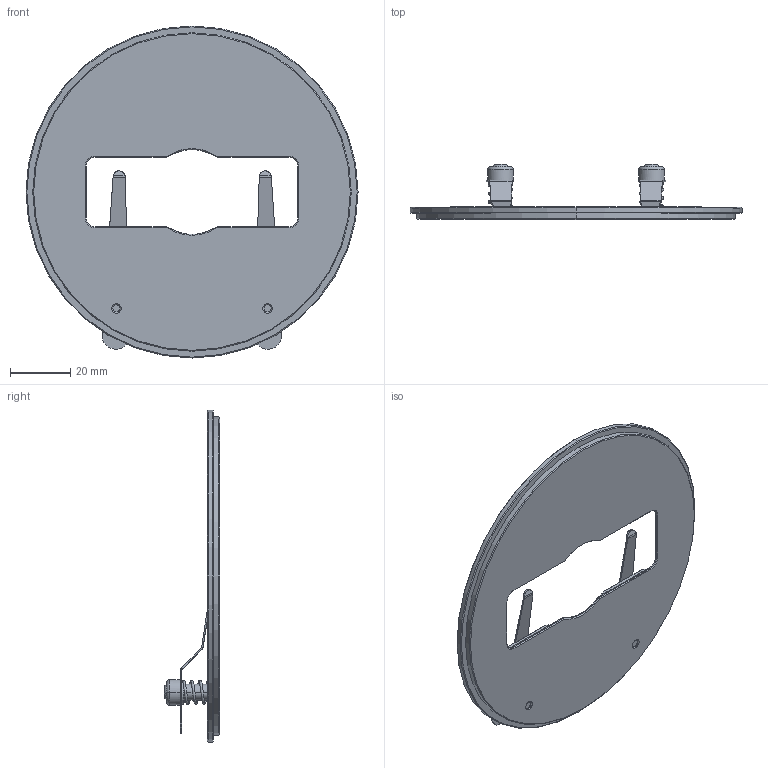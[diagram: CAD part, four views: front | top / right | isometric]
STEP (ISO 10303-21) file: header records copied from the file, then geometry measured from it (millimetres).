
FILE_DESCRIPTION (( 'STEP AP203' ), '1' );
FILE_NAME ('CFZ-CS2676.STEP', '2024-04-13T08:44:00', ( '' ), ( '' ), 'SwSTEP 2.0', 'SolidWorks 2021', '' );
FILE_SCHEMA (( 'CONFIG_CONTROL_DESIGN' ));
Length unit declared in the file: millimetre
Products named in the file (6): 32.6.14_QY-YD-6_6mm压脚（带螺纹）单片; 6mm揤褐ㄗ湍蹟恇ㄘ等え; CFZ-CS2676; 12.3.1.2.1_载波片安装座主体，安装尺寸76.2mm x 26mm，不锈钢; 蘑菇头内六角螺丝，A_LM3*16; 耳8x12-0.8
Assembly tree (6 placements, depth 3):
  CFZ-CS2676
    12.3.1.2.1_载波片安装座主体，安装尺寸76.2mm x 26mm，不锈钢
    32.6.14_QY-YD-6_6mm压脚（带螺纹）单片  x2
      6mm揤褐ㄗ湍蹟恇ㄘ等え
      蘑菇头内六角螺丝，A_LM3*16
      耳8x12-0.8
Bounding box: 109.8 x 18.2 x 109.8 mm (x, y, z)
Volume: 29020.7 mm3; surface area: 21166.5 mm2
Topology: 7 solids, 7 shells, 245 faces, 571 edges, 348 vertices
Faces by surface type: plane 88, cylinder 80, cone 65, torus 4, sphere 4, bspline 4
Entity records: 7777 total; most frequent: CARTESIAN_POINT 2749, DIRECTION 989, ORIENTED_EDGE 878, EDGE_CURVE 439, AXIS2_PLACEMENT_3D 380, VERTEX_POINT 264, LINE 229, VECTOR 229
